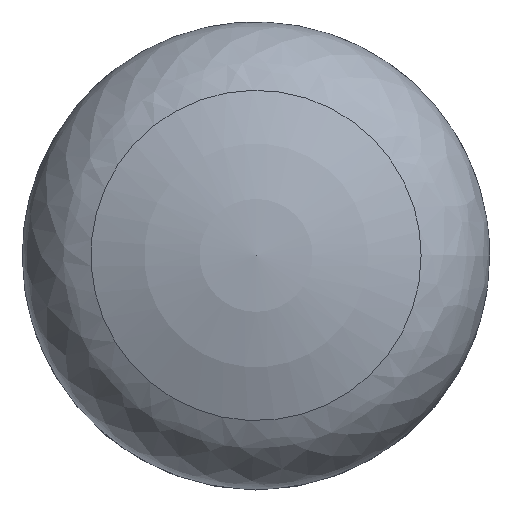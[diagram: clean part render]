
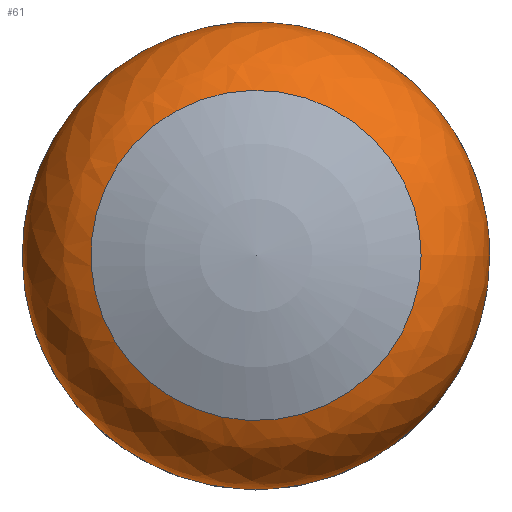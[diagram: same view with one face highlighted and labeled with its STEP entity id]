
A CAD part, top view. The second image highlights one B-rep face of the part: STEP entity #61.
In plain terms, the highlighted free-form (B-spline) face has degree [2, 14] with [3, 15] control points.
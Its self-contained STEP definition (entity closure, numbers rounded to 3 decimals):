
#24 = VERTEX_POINT('',#25);
#25 = CARTESIAN_POINT('',(14.25,0.,22.725));
#39 = EDGE_CURVE('',#24,#24,#40,.T.);
#40 = ( BOUNDED_CURVE() B_SPLINE_CURVE(14,(#41,#42,#43,#44,#45,#46,#47,
    #48,#49,#50,#51,#52,#53,#54,#55),.UNSPECIFIED.,.T.,.F.) 
B_SPLINE_CURVE_WITH_KNOTS((15,15),(0.,89.535),
.PIECEWISE_BEZIER_KNOTS.) CURVE() GEOMETRIC_REPRESENTATION_ITEM() 
RATIONAL_B_SPLINE_CURVE((1.,1.,1.,1.
    ,1.,1.,1.,1.,
    1.,1.,1.,1.,
1.,1.,1.)) REPRESENTATION_ITEM('') );
#41 = CARTESIAN_POINT('',(14.25,0.,22.725));
#42 = CARTESIAN_POINT('',(14.25,-6.303,
    22.725));
#43 = CARTESIAN_POINT('',(11.248,-12.74,
    22.725));
#44 = CARTESIAN_POINT('',(5.033,-17.633,22.725)
  );
#45 = CARTESIAN_POINT('',(-3.444,-19.242,
    22.725));
#46 = CARTESIAN_POINT('',(-12.225,-16.058,22.725)
  );
#47 = CARTESIAN_POINT('',(-18.116,-9.753,
    22.725));
#48 = CARTESIAN_POINT('',(-21.842,0.,22.725)
  );
#49 = CARTESIAN_POINT('',(-18.116,9.753,22.725
    ));
#50 = CARTESIAN_POINT('',(-12.225,16.058,
    22.725));
#51 = CARTESIAN_POINT('',(-3.444,19.242,
    22.725));
#52 = CARTESIAN_POINT('',(5.033,17.633,22.725
    ));
#53 = CARTESIAN_POINT('',(11.248,12.74,
    22.725));
#54 = CARTESIAN_POINT('',(14.25,6.303,22.725
    ));
#55 = CARTESIAN_POINT('',(14.25,0.,22.725));
#61 = ADVANCED_FACE('',(#62),#92,.T.);
#62 = FACE_BOUND('',#63,.T.);
#63 = EDGE_LOOP('',(#64,#72,#90,#91));
#64 = ORIENTED_EDGE('',*,*,#65,.T.);
#65 = EDGE_CURVE('',#24,#66,#68,.T.);
#66 = VERTEX_POINT('',#67);
#67 = CARTESIAN_POINT('',(10.069,0.,29.132));
#68 = ( BOUNDED_CURVE() B_SPLINE_CURVE(2,(#69,#70,#71),.UNSPECIFIED.,.F.
,.F.) B_SPLINE_CURVE_WITH_KNOTS((3,3),(0.,89.535),
.PIECEWISE_BEZIER_KNOTS.) CURVE() GEOMETRIC_REPRESENTATION_ITEM() 
RATIONAL_B_SPLINE_CURVE((1.,0.837,1.)) REPRESENTATION_ITEM('') 
  );
#69 = CARTESIAN_POINT('',(14.25,0.,22.725));
#70 = CARTESIAN_POINT('',(14.25,0.,27.293));
#71 = CARTESIAN_POINT('',(10.069,0.,29.132));
#72 = ORIENTED_EDGE('',*,*,#73,.T.);
#73 = EDGE_CURVE('',#66,#66,#74,.T.);
#74 = ( BOUNDED_CURVE() B_SPLINE_CURVE(14,(#75,#76,#77,#78,#79,#80,#81,
    #82,#83,#84,#85,#86,#87,#88,#89),.UNSPECIFIED.,.T.,.F.) 
B_SPLINE_CURVE_WITH_KNOTS((15,15),(0.,89.535),
.PIECEWISE_BEZIER_KNOTS.) CURVE() GEOMETRIC_REPRESENTATION_ITEM() 
RATIONAL_B_SPLINE_CURVE((1.,1.,1.,1.
    ,1.,1.,1.,1.,
    1.,1.,1.,1.,
1.,1.,1.)) REPRESENTATION_ITEM('') );
#75 = CARTESIAN_POINT('',(10.069,0.,29.132));
#76 = CARTESIAN_POINT('',(10.069,-4.454,
    29.132));
#77 = CARTESIAN_POINT('',(7.948,-9.002,29.132)
  );
#78 = CARTESIAN_POINT('',(3.557,-12.46,29.132
    ));
#79 = CARTESIAN_POINT('',(-2.434,-13.597,
    29.132));
#80 = CARTESIAN_POINT('',(-8.639,-11.347,
    29.132));
#81 = CARTESIAN_POINT('',(-12.801,-6.892,
    29.132));
#82 = CARTESIAN_POINT('',(-15.434,0.,29.132)
  );
#83 = CARTESIAN_POINT('',(-12.801,6.892,29.132)
  );
#84 = CARTESIAN_POINT('',(-8.639,11.347,
    29.132));
#85 = CARTESIAN_POINT('',(-2.434,13.597,29.132
    ));
#86 = CARTESIAN_POINT('',(3.557,12.46,29.132
    ));
#87 = CARTESIAN_POINT('',(7.948,9.002,29.132)
  );
#88 = CARTESIAN_POINT('',(10.069,4.454,29.132
    ));
#89 = CARTESIAN_POINT('',(10.069,0.,29.132));
#90 = ORIENTED_EDGE('',*,*,#65,.F.);
#91 = ORIENTED_EDGE('',*,*,#39,.F.);
#92 = ( BOUNDED_SURFACE() B_SPLINE_SURFACE(2,14,(
    (#93,#94,#95,#96,#97,#98,#99,#100,#101,#102,#103,#104,#105,#106,#107
      )
    ,(#108,#109,#110,#111,#112,#113,#114,#115,#116,#117,#118,#119,#120
      ,#121,#122)
    ,(#123,#124,#125,#126,#127,#128,#129,#130,#131,#132,#133,#134,#135
      ,#136,#137
)),.UNSPECIFIED.,.F.,.T.,.F.) B_SPLINE_SURFACE_WITH_KNOTS((3,3),(15,15),
  (0.,89.535),(0.,89.535),
.PIECEWISE_BEZIER_KNOTS.) GEOMETRIC_REPRESENTATION_ITEM() 
RATIONAL_B_SPLINE_SURFACE((
    (1.,1.,1.,1.,1.
      ,1.,1.,1.,1.
      ,1.,1.,1.,1.
      ,1.,1.)
    ,(0.837,0.837,0.837,0.837
      ,0.837,0.837,0.837,0.837
      ,0.837,0.837,0.837,0.837
      ,0.837,0.837,0.837)
    ,(1.,1.,1.,1.,1.
      ,1.,1.,1.,1.
      ,1.,1.,1.,1.
,1.,1.))) REPRESENTATION_ITEM('') SURFACE() );
#93 = CARTESIAN_POINT('',(14.25,0.,22.725));
#94 = CARTESIAN_POINT('',(14.25,-6.303,
    22.725));
#95 = CARTESIAN_POINT('',(11.248,-12.74,
    22.725));
#96 = CARTESIAN_POINT('',(5.033,-17.633,22.725)
  );
#97 = CARTESIAN_POINT('',(-3.444,-19.242,
    22.725));
#98 = CARTESIAN_POINT('',(-12.225,-16.058,22.725)
  );
#99 = CARTESIAN_POINT('',(-18.116,-9.753,
    22.725));
#100 = CARTESIAN_POINT('',(-21.842,0.,22.725
    ));
#101 = CARTESIAN_POINT('',(-18.116,9.753,
    22.725));
#102 = CARTESIAN_POINT('',(-12.225,16.058,
    22.725));
#103 = CARTESIAN_POINT('',(-3.444,19.242,
    22.725));
#104 = CARTESIAN_POINT('',(5.033,17.633,
    22.725));
#105 = CARTESIAN_POINT('',(11.248,12.74,
    22.725));
#106 = CARTESIAN_POINT('',(14.25,6.303,
    22.725));
#107 = CARTESIAN_POINT('',(14.25,0.,22.725));
#108 = CARTESIAN_POINT('',(14.25,0.,27.293));
#109 = CARTESIAN_POINT('',(14.25,-6.303,
    27.293));
#110 = CARTESIAN_POINT('',(11.248,-12.74,27.293
    ));
#111 = CARTESIAN_POINT('',(5.033,-17.633,27.293
    ));
#112 = CARTESIAN_POINT('',(-3.444,-19.242,
    27.293));
#113 = CARTESIAN_POINT('',(-12.225,-16.058,
    27.293));
#114 = CARTESIAN_POINT('',(-18.116,-9.753,
    27.293));
#115 = CARTESIAN_POINT('',(-21.842,0.,27.293)
  );
#116 = CARTESIAN_POINT('',(-18.116,9.753,
    27.293));
#117 = CARTESIAN_POINT('',(-12.225,16.058,
    27.293));
#118 = CARTESIAN_POINT('',(-3.444,19.242,
    27.293));
#119 = CARTESIAN_POINT('',(5.033,17.633,
    27.293));
#120 = CARTESIAN_POINT('',(11.248,12.74,
    27.293));
#121 = CARTESIAN_POINT('',(14.25,6.303,
    27.293));
#122 = CARTESIAN_POINT('',(14.25,0.,27.293));
#123 = CARTESIAN_POINT('',(10.069,0.,29.132));
#124 = CARTESIAN_POINT('',(10.069,-4.454,
    29.132));
#125 = CARTESIAN_POINT('',(7.948,-9.002,29.132
    ));
#126 = CARTESIAN_POINT('',(3.557,-12.46,
    29.132));
#127 = CARTESIAN_POINT('',(-2.434,-13.597,
    29.132));
#128 = CARTESIAN_POINT('',(-8.639,-11.347,
    29.132));
#129 = CARTESIAN_POINT('',(-12.801,-6.892,
    29.132));
#130 = CARTESIAN_POINT('',(-15.434,0.,29.132)
  );
#131 = CARTESIAN_POINT('',(-12.801,6.892,29.132
    ));
#132 = CARTESIAN_POINT('',(-8.639,11.347,
    29.132));
#133 = CARTESIAN_POINT('',(-2.434,13.597,
    29.132));
#134 = CARTESIAN_POINT('',(3.557,12.46,
    29.132));
#135 = CARTESIAN_POINT('',(7.948,9.002,29.132)
  );
#136 = CARTESIAN_POINT('',(10.069,4.454,
    29.132));
#137 = CARTESIAN_POINT('',(10.069,0.,29.132));
